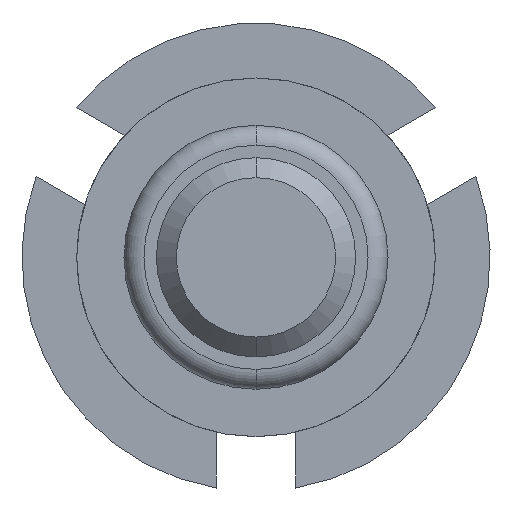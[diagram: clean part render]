
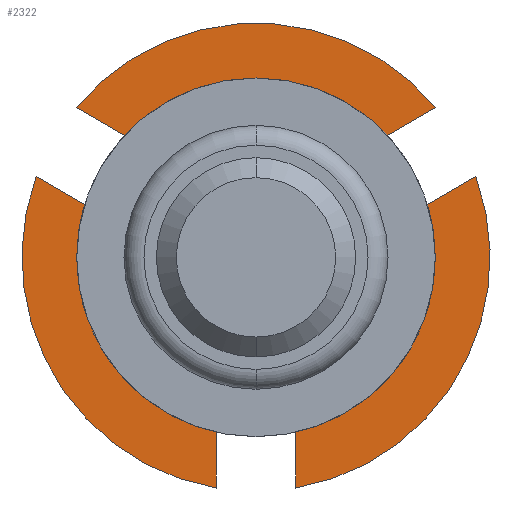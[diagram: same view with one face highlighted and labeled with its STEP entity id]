
A CAD part, front view. The second image highlights one B-rep face of the part: STEP entity #2322.
In plain terms, the highlighted planar face has unit normal (0, -1, 0).
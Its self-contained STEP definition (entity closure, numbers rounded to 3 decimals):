
#36 = VECTOR ( 'NONE', #4450, 1000. ) ;
#67 = DIRECTION ( 'NONE',  ( -1., 0., 0. ) ) ;
#87 = CARTESIAN_POINT ( 'NONE',  ( 0., 5.5, -1.075 ) ) ;
#95 = DIRECTION ( 'NONE',  ( 0., -1., 0. ) ) ;
#123 = VECTOR ( 'NONE', #903, 1000. ) ;
#156 = FACE_OUTER_BOUND ( 'NONE', #2417, .T. ) ;
#164 = CARTESIAN_POINT ( 'NONE',  ( -2.205, 5.5, 0.811 ) ) ;
#200 = CARTESIAN_POINT ( 'NONE',  ( 1.655, 5.5, 0. ) ) ;
#214 = CARTESIAN_POINT ( 'NONE',  ( 1.805, 5.5, 1.504 ) ) ;
#285 = CARTESIAN_POINT ( 'NONE',  ( 2.205, 5.5, 0.811 ) ) ;
#292 = EDGE_CURVE ( 'Defeature ausgef�hrt4_38+Defeature ausgef�hrt4_26+Defeature ausgef�hrt4_39+Defeature ausgef�hrt4_20', #449, #2684, #4233, .T. ) ;
#340 = FACE_BOUND ( 'NONE', #1525, .T. ) ;
#356 = DIRECTION ( 'NONE',  ( 0., 0., -1. ) ) ;
#392 = VERTEX_POINT ( 'NONE', #2229 ) ;
#448 = EDGE_CURVE ( 'Defeature ausgef�hrt4_20+Defeature ausgef�hrt4_26+Defeature ausgef�hrt4_38+Defeature ausgef�hrt4_37', #2684, #4266, #1692, .T. ) ;
#449 = VERTEX_POINT ( 'NONE', #3773 ) ;
#457 = CARTESIAN_POINT ( 'NONE',  ( 0.4, 5.5, -2.316 ) ) ;
#476 = CARTESIAN_POINT ( 'NONE',  ( 0., 5.5, -1.6 ) ) ;
#518 = DIRECTION ( 'NONE',  ( -0.866, 0., -0.5 ) ) ;
#530 = CARTESIAN_POINT ( 'NONE',  ( 0.4, 5.5, 0. ) ) ;
#550 = LINE ( 'NONE', #3278, #123 ) ;
#603 = EDGE_CURVE ( 'Defeature ausgef�hrt4_36+Defeature ausgef�hrt4_26+Defeature ausgef�hrt4_37+Defeature ausgef�hrt4_35', #4187, #392, #1761, .T. ) ;
#611 = DIRECTION ( 'NONE',  ( 0., 0., -1. ) ) ;
#612 = CARTESIAN_POINT ( 'NONE',  ( 0., 5.5, 0. ) ) ;
#623 = DIRECTION ( 'NONE',  ( 0.5, 0., -0.866 ) ) ;
#639 = VECTOR ( 'NONE', #995, 1000. ) ;
#669 = EDGE_CURVE ( 'Defeature ausgef�hrt4_41+Defeature ausgef�hrt4_26+Defeature ausgef�hrt4_42+Defeature ausgef�hrt4_19', #3915, #1205, #550, .T. ) ;
#672 = ORIENTED_EDGE ( 'NONE', *, *, #4093, .F. ) ;
#714 = LINE ( 'NONE', #530, #3711 ) ;
#762 = EDGE_CURVE ( 'Defeature ausgef�hrt4_34+Defeature ausgef�hrt4_26+Defeature ausgef�hrt4_35+Defeature ausgef�hrt4_43', #3618, #2058, #4036, .T. ) ;
#883 = LINE ( 'NONE', #2387, #2893 ) ;
#903 = DIRECTION ( 'NONE',  ( -0.866, 0., 0.5 ) ) ;
#988 = EDGE_CURVE ( 'Defeature ausgef�hrt4_39+Defeature ausgef�hrt4_26+Defeature ausgef�hrt4_40+Defeature ausgef�hrt4_38', #1518, #449, #2044, .T. ) ;
#989 = DIRECTION ( 'NONE',  ( 0., 1., 0. ) ) ;
#995 = DIRECTION ( 'NONE',  ( 0., 0., -1. ) ) ;
#1029 = VECTOR ( 'NONE', #623, 1000. ) ;
#1031 = LINE ( 'NONE', #3275, #2479 ) ;
#1091 = ORIENTED_EDGE ( 'NONE', *, *, #4614, .F. ) ;
#1205 = VERTEX_POINT ( 'NONE', #3542 ) ;
#1226 = CARTESIAN_POINT ( 'NONE',  ( 0., 5.5, 0. ) ) ;
#1247 = DIRECTION ( 'NONE',  ( 0.839, 0., 0.545 ) ) ;
#1305 = EDGE_CURVE ( 'Defeature ausgef�hrt4_42+Defeature ausgef�hrt4_26+Defeature ausgef�hrt4_43+Defeature ausgef�hrt4_41', #4013, #3915, #4584, .T. ) ;
#1322 = VECTOR ( 'NONE', #1782, 1000. ) ;
#1376 = CARTESIAN_POINT ( 'NONE',  ( -1.655, 5.5, 0. ) ) ;
#1468 = ORIENTED_EDGE ( 'NONE', *, *, #988, .F. ) ;
#1518 = VERTEX_POINT ( 'NONE', #1662 ) ;
#1525 = EDGE_LOOP ( 'NONE', ( #672, #1934, #1638, #2132 ) ) ;
#1573 = EDGE_CURVE ( 'Defeature ausgef�hrt4_19+Defeature ausgef�hrt4_26+Defeature ausgef�hrt4_41+Defeature ausgef�hrt4_40', #1205, #2599, #1828, .T. ) ;
#1638 = ORIENTED_EDGE ( 'NONE', *, *, #2946, .F. ) ;
#1652 = VERTEX_POINT ( 'NONE', #200 ) ;
#1662 = CARTESIAN_POINT ( 'NONE',  ( 1.186, 5.5, 1.146 ) ) ;
#1689 = AXIS2_PLACEMENT_3D ( 'NONE', #612, #989, #2581 ) ;
#1692 = CIRCLE ( 'NONE', #3870, 2.35 ) ;
#1756 = AXIS2_PLACEMENT_3D ( 'NONE', #3726, #2939, #611 ) ;
#1761 = LINE ( 'NONE', #476, #4345 ) ;
#1782 = DIRECTION ( 'NONE',  ( 0.866, 0., 0.5 ) ) ;
#1795 = VECTOR ( 'NONE', #2251, 1000. ) ;
#1828 = CIRCLE ( 'NONE', #1689, 2.35 ) ;
#1845 = ORIENTED_EDGE ( 'NONE', *, *, #3055, .F. ) ;
#1871 = EDGE_CURVE ( 'Defeature ausgef�hrt4_43+Defeature ausgef�hrt4_26+Defeature ausgef�hrt4_34+Defeature ausgef�hrt4_42', #2058, #4013, #1031, .T. ) ;
#1883 = CARTESIAN_POINT ( 'NONE',  ( 0.4, 5.5, -1.6 ) ) ;
#1934 = ORIENTED_EDGE ( 'NONE', *, *, #3398, .F. ) ;
#2015 = ORIENTED_EDGE ( 'NONE', *, *, #1305, .F. ) ;
#2044 = LINE ( 'NONE', #4583, #1029 ) ;
#2058 = VERTEX_POINT ( 'NONE', #164 ) ;
#2132 = ORIENTED_EDGE ( 'NONE', *, *, #4730, .F. ) ;
#2229 = CARTESIAN_POINT ( 'NONE',  ( -0.4, 5.5, -1.6 ) ) ;
#2251 = DIRECTION ( 'NONE',  ( -0.839, 0., 0.545 ) ) ;
#2289 = CARTESIAN_POINT ( 'NONE',  ( -1.386, 5.5, 0.8 ) ) ;
#2322 = ADVANCED_FACE ( 'Defeature ausgef�hrt4_26', ( #156, #340 ), #3593, .T. ) ;
#2367 = VERTEX_POINT ( 'NONE', #2755 ) ;
#2387 = CARTESIAN_POINT ( 'NONE',  ( 1.655, 5.5, 0. ) ) ;
#2403 = EDGE_CURVE ( 'Defeature ausgef�hrt4_40+Defeature ausgef�hrt4_26+Defeature ausgef�hrt4_19+Defeature ausgef�hrt4_39', #2599, #1518, #4596, .T. ) ;
#2417 = EDGE_LOOP ( 'NONE', ( #2938, #2015, #2753, #3775, #1091, #4419, #1845, #3075, #5003, #1468, #2965, #3144 ) ) ;
#2479 = VECTOR ( 'NONE', #4078, 1000. ) ;
#2581 = DIRECTION ( 'NONE',  ( 0., 0., -1. ) ) ;
#2599 = VERTEX_POINT ( 'NONE', #214 ) ;
#2601 = VECTOR ( 'NONE', #4702, 1000. ) ;
#2684 = VERTEX_POINT ( 'NONE', #285 ) ;
#2707 = CARTESIAN_POINT ( 'NONE',  ( -0.4, 5.5, -2.316 ) ) ;
#2753 = ORIENTED_EDGE ( 'NONE', *, *, #1871, .F. ) ;
#2755 = CARTESIAN_POINT ( 'NONE',  ( 0., 5.5, -1.075 ) ) ;
#2822 = CARTESIAN_POINT ( 'NONE',  ( -0.2, 5.5, 0.346 ) ) ;
#2893 = VECTOR ( 'NONE', #1247, 1000. ) ;
#2926 = CARTESIAN_POINT ( 'NONE',  ( -0.4, 5.5, 0. ) ) ;
#2938 = ORIENTED_EDGE ( 'NONE', *, *, #669, .F. ) ;
#2939 = DIRECTION ( 'NONE',  ( 0., 1., 0. ) ) ;
#2946 = EDGE_CURVE ( 'Defeature ausgef�hrt4_30+Defeature ausgef�hrt4_26+Defeature ausgef�hrt4_27+Defeature ausgef�hrt4_29', #3237, #2367, #3224, .T. ) ;
#2965 = ORIENTED_EDGE ( 'NONE', *, *, #2403, .F. ) ;
#3055 = EDGE_CURVE ( 'Defeature ausgef�hrt4_37+Defeature ausgef�hrt4_26+Defeature ausgef�hrt4_20+Defeature ausgef�hrt4_36', #4266, #4187, #714, .T. ) ;
#3075 = ORIENTED_EDGE ( 'NONE', *, *, #448, .F. ) ;
#3130 = DIRECTION ( 'NONE',  ( 0., 1., 0. ) ) ;
#3133 = AXIS2_PLACEMENT_3D ( 'NONE', #1226, #95, #3545 ) ;
#3144 = ORIENTED_EDGE ( 'NONE', *, *, #1573, .F. ) ;
#3177 = CARTESIAN_POINT ( 'NONE',  ( -1.586, 5.5, 0.454 ) ) ;
#3224 = LINE ( 'NONE', #87, #3645 ) ;
#3237 = VERTEX_POINT ( 'NONE', #1376 ) ;
#3266 = DIRECTION ( 'NONE',  ( 0., 0., 1. ) ) ;
#3275 = CARTESIAN_POINT ( 'NONE',  ( -0.2, 5.5, -0.346 ) ) ;
#3278 = CARTESIAN_POINT ( 'NONE',  ( 0.2, 5.5, 0.346 ) ) ;
#3347 = VERTEX_POINT ( 'NONE', #4563 ) ;
#3358 = CARTESIAN_POINT ( 'NONE',  ( 0.2, 5.5, -0.346 ) ) ;
#3398 = EDGE_CURVE ( 'Defeature ausgef�hrt4_29+Defeature ausgef�hrt4_26+Defeature ausgef�hrt4_30+Defeature ausgef�hrt4_28', #2367, #1652, #883, .T. ) ;
#3542 = CARTESIAN_POINT ( 'NONE',  ( -1.805, 5.5, 1.504 ) ) ;
#3545 = DIRECTION ( 'NONE',  ( 0., 0., -1. ) ) ;
#3569 = LINE ( 'NONE', #2926, #639 ) ;
#3593 = PLANE ( 'NONE',  #3133 ) ;
#3618 = VERTEX_POINT ( 'NONE', #2707 ) ;
#3645 = VECTOR ( 'NONE', #4344, 1000. ) ;
#3711 = VECTOR ( 'NONE', #3266, 1000. ) ;
#3726 = CARTESIAN_POINT ( 'NONE',  ( 0., 5.5, 0. ) ) ;
#3773 = CARTESIAN_POINT ( 'NONE',  ( 1.586, 5.5, 0.454 ) ) ;
#3775 = ORIENTED_EDGE ( 'NONE', *, *, #762, .F. ) ;
#3870 = AXIS2_PLACEMENT_3D ( 'NONE', #4700, #3130, #356 ) ;
#3915 = VERTEX_POINT ( 'NONE', #4871 ) ;
#4013 = VERTEX_POINT ( 'NONE', #3177 ) ;
#4036 = CIRCLE ( 'NONE', #1756, 2.35 ) ;
#4078 = DIRECTION ( 'NONE',  ( 0.866, 0., -0.5 ) ) ;
#4093 = EDGE_CURVE ( 'Defeature ausgef�hrt4_28+Defeature ausgef�hrt4_26+Defeature ausgef�hrt4_29+Defeature ausgef�hrt4_27', #1652, #3347, #4204, .T. ) ;
#4110 = VECTOR ( 'NONE', #518, 1000. ) ;
#4187 = VERTEX_POINT ( 'NONE', #1883 ) ;
#4204 = LINE ( 'NONE', #4382, #1795 ) ;
#4233 = LINE ( 'NONE', #3358, #1322 ) ;
#4266 = VERTEX_POINT ( 'NONE', #457 ) ;
#4344 = DIRECTION ( 'NONE',  ( 0.839, 0., -0.545 ) ) ;
#4345 = VECTOR ( 'NONE', #67, 1000. ) ;
#4382 = CARTESIAN_POINT ( 'NONE',  ( 0., 5.5, 1.075 ) ) ;
#4408 = CARTESIAN_POINT ( 'NONE',  ( -1.655, 5.5, 0. ) ) ;
#4419 = ORIENTED_EDGE ( 'NONE', *, *, #603, .F. ) ;
#4450 = DIRECTION ( 'NONE',  ( -0.839, 0., -0.545 ) ) ;
#4563 = CARTESIAN_POINT ( 'NONE',  ( 0., 5.5, 1.075 ) ) ;
#4583 = CARTESIAN_POINT ( 'NONE',  ( 1.386, 5.5, 0.8 ) ) ;
#4584 = LINE ( 'NONE', #2289, #2601 ) ;
#4596 = LINE ( 'NONE', #2822, #4110 ) ;
#4614 = EDGE_CURVE ( 'Defeature ausgef�hrt4_35+Defeature ausgef�hrt4_26+Defeature ausgef�hrt4_36+Defeature ausgef�hrt4_34', #392, #3618, #3569, .T. ) ;
#4700 = CARTESIAN_POINT ( 'NONE',  ( 0., 5.5, 0. ) ) ;
#4702 = DIRECTION ( 'NONE',  ( 0.5, 0., 0.866 ) ) ;
#4730 = EDGE_CURVE ( 'Defeature ausgef�hrt4_27+Defeature ausgef�hrt4_26+Defeature ausgef�hrt4_28+Defeature ausgef�hrt4_30', #3347, #3237, #4952, .T. ) ;
#4871 = CARTESIAN_POINT ( 'NONE',  ( -1.186, 5.5, 1.146 ) ) ;
#4952 = LINE ( 'NONE', #4408, #36 ) ;
#5003 = ORIENTED_EDGE ( 'NONE', *, *, #292, .F. ) ;
